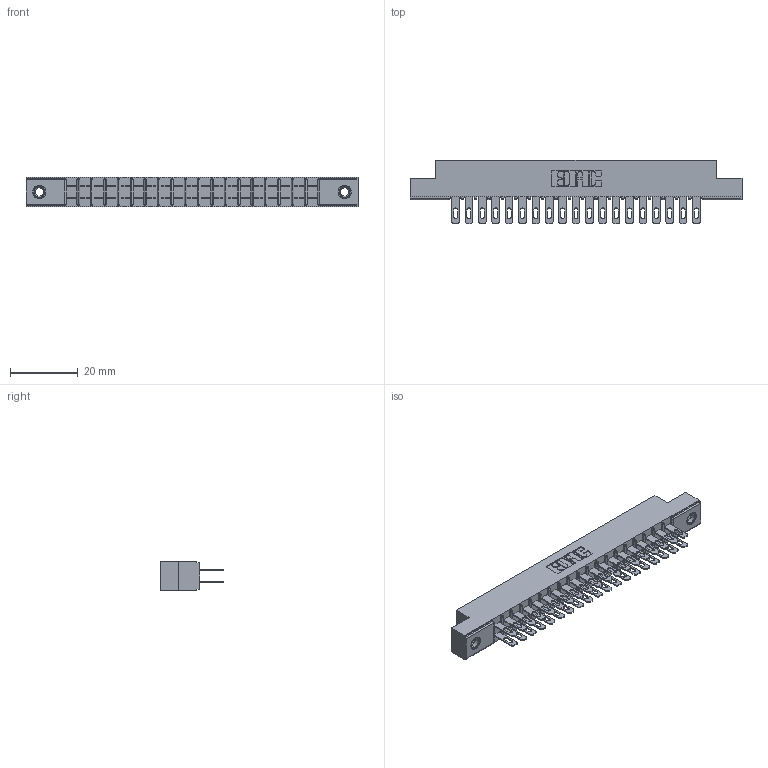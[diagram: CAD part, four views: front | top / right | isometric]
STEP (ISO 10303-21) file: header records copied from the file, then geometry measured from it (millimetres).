
FILE_DESCRIPTION (( 'STEP AP203' ), '1' );
FILE_NAME ('355-038-500-207.STEP', '2019-09-11T10:08:39', ( '' ), ( '' ), 'SwSTEP 2.0', 'SolidWorks 2016', '' );
FILE_SCHEMA (( 'CONFIG_CONTROL_DESIGN' ));
Length unit declared in the file: inch
Products named in the file (4): 305-290-001_500; 345-250-001_345-250-005-103; 305 Part_.156 Dia; 355-038-500-207
Assembly tree (41 placements, depth 2):
  355-038-500-207
    305 Part_.156 Dia
    305-290-001_500  x38
    345-250-001_345-250-005-103  x2
Bounding box: 98.3 x 18.85 x 8.71 mm (x, y, z)
Volume: 6269.3 mm3; surface area: 12383.1 mm2
Topology: 41 solids, 41 shells, 2076 faces, 5905 edges, 3826 vertices
Faces by surface type: plane 1164, cylinder 820, sphere 76, cone 12, torus 4
Entity records: 24579 total; most frequent: CARTESIAN_POINT 4050, ORIENTED_EDGE 4010, DIRECTION 3949, EDGE_CURVE 2005, VECTOR 1591, LINE 1591, VERTEX_POINT 1280, AXIS2_PLACEMENT_3D 1179
